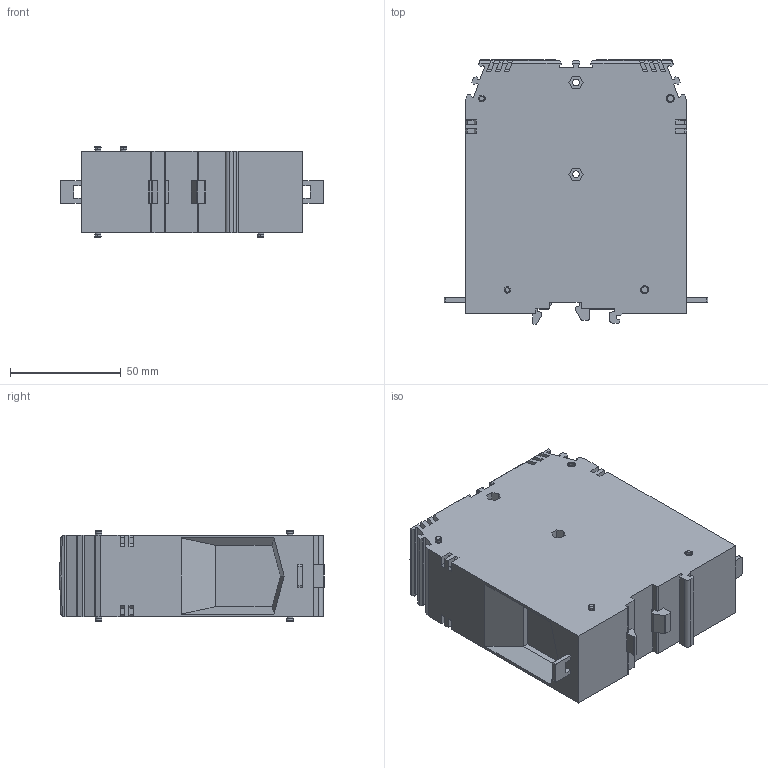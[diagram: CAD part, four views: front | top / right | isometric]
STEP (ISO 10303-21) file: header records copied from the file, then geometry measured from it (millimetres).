
FILE_DESCRIPTION((''),'2;1');
FILE_NAME('003903009_ESC-GPA_240_ASM','2022-07-14T10:24:30',('klemen.sitar'),('Audax d.o.o.'),'CREO PARAMETRIC BY PTC INC, 2021304','CREO PARAMETRIC BY PTC INC, 2021304','');
FILE_SCHEMA(('AP242_MANAGED_MODEL_BASED_3D_ENGINEERING_MIM_LF { 1 0 10303 442 1 1 4 }'));
Length unit declared in the file: millimetre
Products named in the file (4): GPA240-145350_1; GPA240-P1; TYPE_1___FI-11_00MM; 003903009_ESC-GPA_240_ASM
Assembly tree (4 placements, depth 2):
  003903009_ESC-GPA_240_ASM
    GPA240-145350_1
    GPA240-P1
    TYPE_1___FI-11_00MM  x2
Bounding box: 119 x 119.65 x 41 mm (x, y, z)
Volume: 384863.1 mm3; surface area: 46064.1 mm2
Topology: 6 solids, 8 shells, 574 faces, 1580 edges, 1036 vertices
Faces by surface type: plane 415, cylinder 91, cone 44, torus 12, bspline 8, sphere 4
Entity records: 26544 total; most frequent: CARTESIAN_POINT 4543, ORIENTED_EDGE 2888, DIRECTION 2716, PRESENTATION_STYLE_ASSIGNMENT 1952, STYLED_ITEM 1952, CURVE_STYLE 1457, EDGE_CURVE 1446, VECTOR 1174
